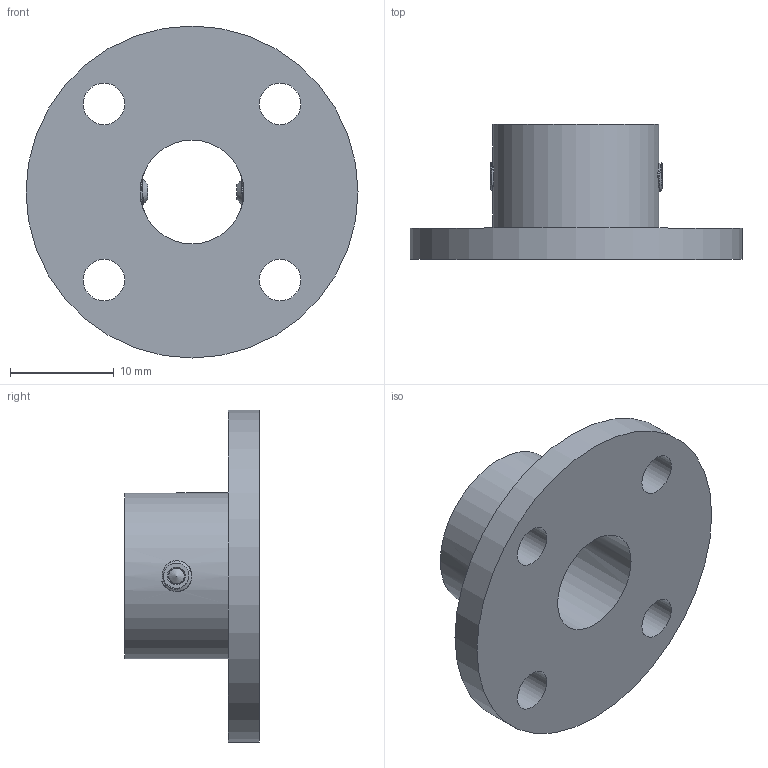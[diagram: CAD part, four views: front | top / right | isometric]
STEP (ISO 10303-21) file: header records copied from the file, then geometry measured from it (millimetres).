
FILE_DESCRIPTION(/* description */ (''),/* implementation_level */ '2;1');
FILE_NAME(/* name */ 'Flange, Coupling 10mm v3.step',/* time_stamp */ '2024-06-10T22:09:42-04:00',/* author */ (''),/* organization */ (''),/* preprocessor_version */ 'ST-DEVELOPER v20',/* originating_system */ 'Autodesk Translation Framework v13.14.0.145',/* authorisation */ '');
FILE_SCHEMA (('AUTOMOTIVE_DESIGN { 1 0 10303 214 3 1 1 }'));
Length unit declared in the file: millimetre
Products named in the file (2): Flange, Coupling 10mm; 91390A098_Alloy Steel Cup-Point Set Screw
Assembly tree (2 placements, depth 2):
  Flange, Coupling 10mm
    91390A098_Alloy Steel Cup-Point Set Screw  x2
Bounding box: 32 x 13 x 32 mm (x, y, z)
Volume: 3254.5 mm3; surface area: 2908.2 mm2
Topology: 3 solids, 3 shells, 127 faces, 334 edges, 210 vertices
Faces by surface type: cylinder 66, plane 29, cone 23, bspline 9
Full cylindrical faces by diameter (mm): 2.35 x14, 2.5 x11, 3 x20, 4 x4, 10 x1, 16 x1, 32 x1
Entity records: 6790 total; most frequent: CARTESIAN_POINT 4780, ORIENTED_EDGE 468, DIRECTION 310, EDGE_CURVE 234, VERTEX_POINT 151, AXIS2_PLACEMENT_3D 121, B_SPLINE_CURVE_WITH_KNOTS 108, EDGE_LOOP 101
